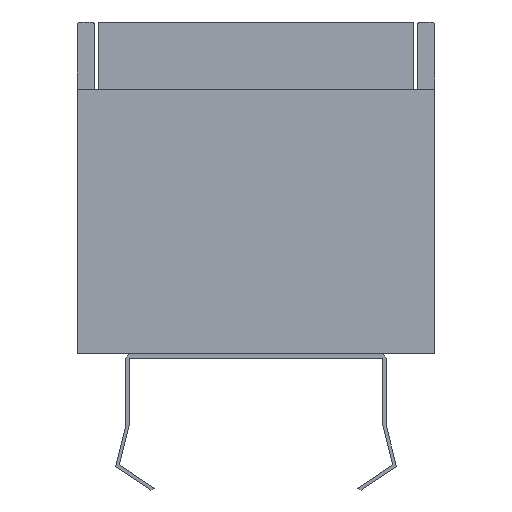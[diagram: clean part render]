
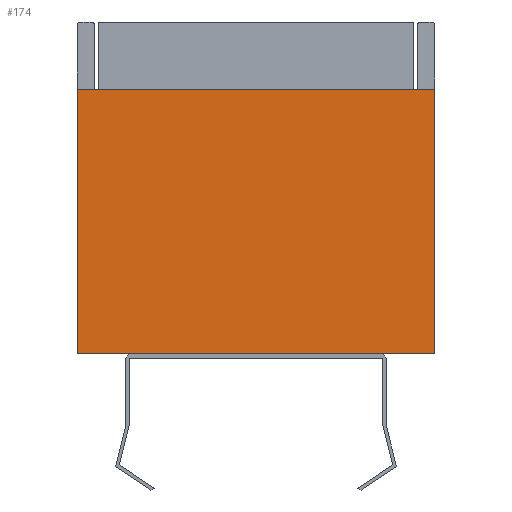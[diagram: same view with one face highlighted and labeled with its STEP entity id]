
A CAD part, left-side view. The second image highlights one B-rep face of the part: STEP entity #174.
In plain terms, the highlighted planar face has unit normal (-1, 0, 0).
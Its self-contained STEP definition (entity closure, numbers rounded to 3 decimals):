
#174=ADVANCED_FACE($,(#274),#1442,.T.);
#274=FACE_OUTER_BOUND($,#374,.T.);
#374=EDGE_LOOP($,(#849,#850,#851,#852));
#849=ORIENTED_EDGE($,*,*,#1149,.T.);
#850=ORIENTED_EDGE($,*,*,#1152,.T.);
#851=ORIENTED_EDGE($,*,*,#1151,.T.);
#852=ORIENTED_EDGE($,*,*,#1150,.T.);
#1149=EDGE_CURVE($,#1337,#1340,#1689,.T.);
#1150=EDGE_CURVE($,#1338,#1337,#1690,.T.);
#1151=EDGE_CURVE($,#1339,#1338,#1691,.T.);
#1152=EDGE_CURVE($,#1340,#1339,#1692,.T.);
#1337=VERTEX_POINT($,#3099);
#1338=VERTEX_POINT($,#3100);
#1339=VERTEX_POINT($,#3101);
#1340=VERTEX_POINT($,#3102);
#1442=PLANE($,#1830);
#1689=B_SPLINE_CURVE_WITH_KNOTS($,1,(#3045,#3046),.UNSPECIFIED.,.F.,.F.,
(2,2),(-31.5,0.),.UNSPECIFIED.);
#1690=B_SPLINE_CURVE_WITH_KNOTS($,1,(#3047,#3048),.UNSPECIFIED.,.F.,.F.,
(2,2),(74.,116.5),.UNSPECIFIED.);
#1691=B_SPLINE_CURVE_WITH_KNOTS($,1,(#3049,#3050),.UNSPECIFIED.,.F.,.F.,
(2,2),(42.5,74.),.UNSPECIFIED.);
#1692=B_SPLINE_CURVE_WITH_KNOTS($,1,(#3051,#3052),.UNSPECIFIED.,.F.,.F.,
(2,2),(0.,42.5),.UNSPECIFIED.);
#1830=AXIS2_PLACEMENT_3D($,#3086,#1922,$);
#1922=DIRECTION($,(-1.,0.,0.));
#3045=CARTESIAN_POINT($,(-969.,21.25,17.752));
#3046=CARTESIAN_POINT($,(-969.,21.25,-13.748));
#3047=CARTESIAN_POINT($,(-969.,-21.25,17.752));
#3048=CARTESIAN_POINT($,(-969.,21.25,17.752));
#3049=CARTESIAN_POINT($,(-969.,-21.25,-13.748));
#3050=CARTESIAN_POINT($,(-969.,-21.25,17.752));
#3051=CARTESIAN_POINT($,(-969.,21.25,-13.748));
#3052=CARTESIAN_POINT($,(-969.,-21.25,-13.748));
#3086=CARTESIAN_POINT($,(-969.,-21.25,17.752));
#3099=CARTESIAN_POINT($,(-969.,21.25,17.752));
#3100=CARTESIAN_POINT($,(-969.,-21.25,17.752));
#3101=CARTESIAN_POINT($,(-969.,-21.25,-13.748));
#3102=CARTESIAN_POINT($,(-969.,21.25,-13.748));
